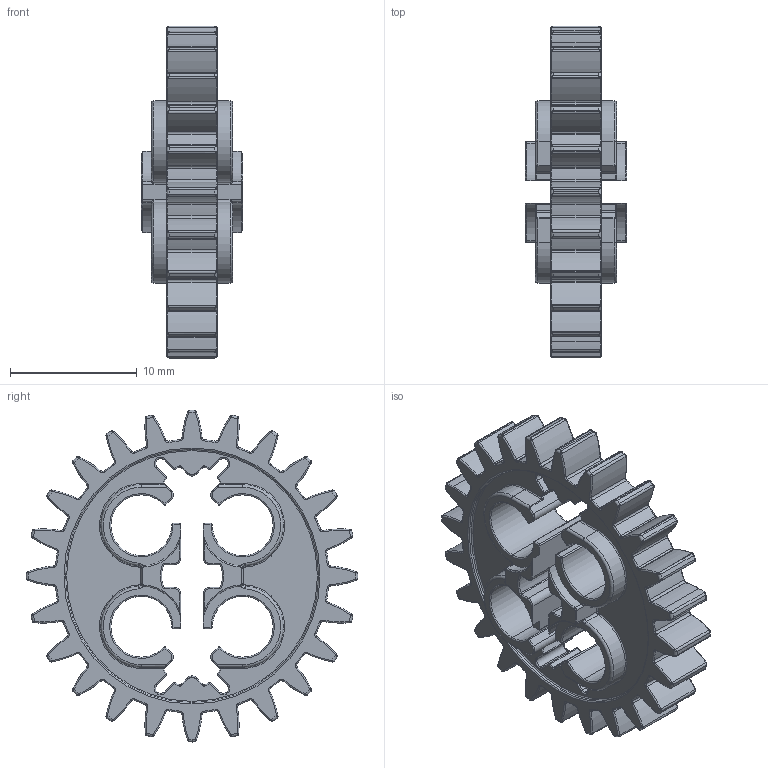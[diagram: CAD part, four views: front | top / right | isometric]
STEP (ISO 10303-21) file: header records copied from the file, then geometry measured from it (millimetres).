
FILE_DESCRIPTION (( 'STEP AP214' ), '1' );
FILE_NAME ('x187 OldGray Technic Gear 24 Tooth with Three Axleholes.STEP', '2016-10-21T18:49:56', ( '' ), ( '' ), 'SwSTEP 2.0', 'SolidWorks 2014', '' );
FILE_SCHEMA (( 'AUTOMOTIVE_DESIGN' ));
Length unit declared in the file: millimetre
Products named in the file (1): x187 OldGray Technic Gear 24 Tooth with Three Axleholes
Bounding box: 8 x 26.2 x 26.2 mm (x, y, z)
Volume: 1304.9 mm3; surface area: 2080.6 mm2
Topology: 1 solids, 1 shells, 1194 faces, 2869 edges, 1567 vertices
Faces by surface type: torus 468, cylinder 418, bspline 208, plane 60, sphere 40
Entity records: 37102 total; most frequent: CARTESIAN_POINT 10839, DIRECTION 5926, ORIENTED_EDGE 5482, EDGE_CURVE 2741, AXIS2_PLACEMENT_3D 2678, CIRCLE 1691, VERTEX_POINT 1551, EDGE_LOOP 1198
